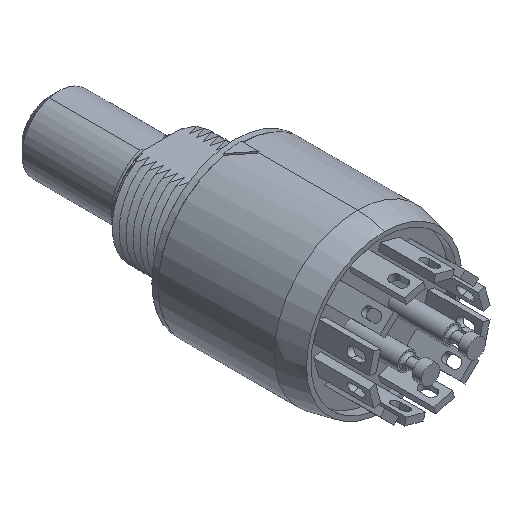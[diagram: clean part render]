
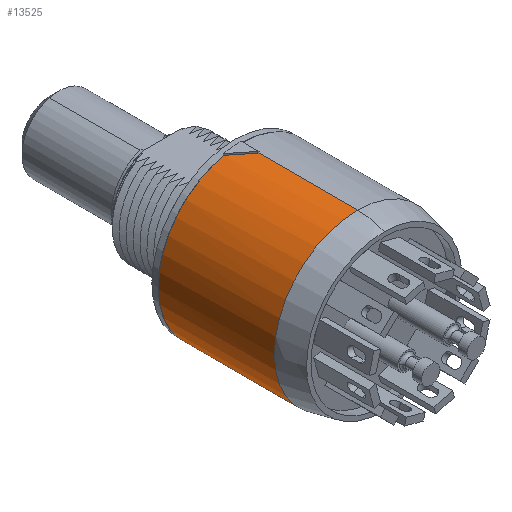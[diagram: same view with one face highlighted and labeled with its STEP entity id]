
A CAD part, isometric view. The second image highlights one B-rep face of the part: STEP entity #13525.
In plain terms, the highlighted cylindrical face has radius 7.137 mm (diameter 14.275 mm), a partial arc.
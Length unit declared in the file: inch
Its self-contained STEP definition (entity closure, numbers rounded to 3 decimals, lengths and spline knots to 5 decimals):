
#2165=DIRECTION('',(0.,-1.,0.));
#2166=VECTOR('',#2165,0.333);
#2167=CARTESIAN_POINT('',(0.,0.06,0.281));
#2168=LINE('',#2167,#2166);
#2169=CARTESIAN_POINT('',(0.,-0.273,0.));
#2170=DIRECTION('',(0.,1.,0.));
#2171=DIRECTION('',(0.,0.,-1.));
#2172=AXIS2_PLACEMENT_3D('',#2169,#2170,#2171);
#2174=DIRECTION('',(0.,-1.,0.));
#2175=VECTOR('',#2174,0.393);
#2176=CARTESIAN_POINT('',(0.,0.12,-0.281));
#2177=LINE('',#2176,#2175);
#2193=CARTESIAN_POINT('',(0.,0.12,0.));
#2194=DIRECTION('',(0.,1.,0.));
#2195=DIRECTION('',(0.,0.,-1.));
#2196=AXIS2_PLACEMENT_3D('',#2193,#2194,#2195);
#2234=CARTESIAN_POINT('',(-0.06,0.12,0.27452));
#2235=CARTESIAN_POINT('',(-0.04012,0.10012,
0.27886));
#2236=CARTESIAN_POINT('',(-0.02012,0.08012,0.281));
#2237=CARTESIAN_POINT('',(0.,0.06,0.281));
#8990=CARTESIAN_POINT('',(0.,0.06,0.281));
#8992=VERTEX_POINT('',#8990);
#8994=VERTEX_POINT('',#2234);
#8995=CARTESIAN_POINT('',(0.,0.12,-0.281));
#8996=VERTEX_POINT('',#8995);
#11329=CARTESIAN_POINT('',(0.,-0.273,0.281));
#11330=CARTESIAN_POINT('',(0.,-0.273,-0.281));
#11331=VERTEX_POINT('',#11329);
#11332=VERTEX_POINT('',#11330);
#13510=CARTESIAN_POINT('',(0.,0.392,0.));
#13511=DIRECTION('',(0.,1.,0.));
#13512=DIRECTION('',(0.,0.,1.));
#13513=AXIS2_PLACEMENT_3D('',#13510,#13511,#13512);
#13514=CYLINDRICAL_SURFACE('',#13513,0.281);
#13516=ORIENTED_EDGE('',*,*,#13515,.F.);
#13517=ORIENTED_EDGE('',*,*,#13493,.F.);
#13519=ORIENTED_EDGE('',*,*,#13518,.T.);
#13521=ORIENTED_EDGE('',*,*,#13520,.T.);
#13522=ORIENTED_EDGE('',*,*,#13487,.T.);
#13523=EDGE_LOOP('',(#13516,#13517,#13519,#13521,#13522));
#13524=FACE_OUTER_BOUND('',#13523,.F.);
#13525=ADVANCED_FACE('',(#13524),#13514,.T.);
#2173=CIRCLE('',#2172,0.281);
#2197=CIRCLE('',#2196,0.281);
#2238=B_SPLINE_CURVE_WITH_KNOTS('',3,(#2234,#2235,#2236,#2237),.UNSPECIFIED.,
.F.,.F.,(4,4),(0.,1.),.UNSPECIFIED.);
#13487=EDGE_CURVE('',#8992,#11331,#2168,.T.);
#13493=EDGE_CURVE('',#8996,#11332,#2177,.T.);
#13515=EDGE_CURVE('',#11332,#11331,#2173,.T.);
#13518=EDGE_CURVE('',#8996,#8994,#2197,.T.);
#13520=EDGE_CURVE('',#8994,#8992,#2238,.T.);
